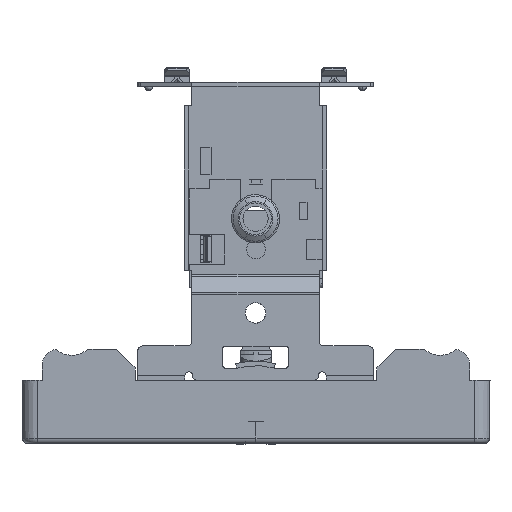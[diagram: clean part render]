
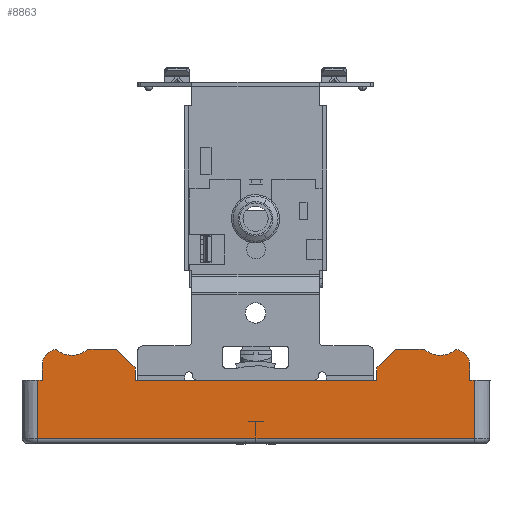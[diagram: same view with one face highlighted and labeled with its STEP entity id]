
A CAD part, left-side view. The second image highlights one B-rep face of the part: STEP entity #8863.
In plain terms, the highlighted face is planar.
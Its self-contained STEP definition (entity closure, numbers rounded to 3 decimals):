
#1323=DIRECTION('',(-1.,0.,0.));
#1324=VECTOR('',#1323,77.);
#1325=CARTESIAN_POINT('',(38.5,269.,0.));
#1326=LINE('',#1325,#1324);
#1620=DIRECTION('',(0.,0.009,-1.));
#1621=VECTOR('',#1620,4.);
#1622=CARTESIAN_POINT('',(-38.5,269.,0.));
#1623=LINE('',#1622,#1621);
#1632=DIRECTION('',(0.707,0.006,-0.707));
#1633=VECTOR('',#1632,8.485);
#1634=CARTESIAN_POINT('',(38.5,269.035,-4.));
#1635=LINE('',#1634,#1633);
#1636=DIRECTION('',(1.,0.,0.));
#1637=VECTOR('',#1636,9.);
#1638=CARTESIAN_POINT('',(44.5,269.087,-10.));
#1639=LINE('',#1638,#1637);
#1640=CARTESIAN_POINT('',(53.5,269.087,-10.));
#1641=CARTESIAN_POINT('',(53.921,269.084,-9.609));
#1642=CARTESIAN_POINT('',(54.765,269.079,-9.));
#1643=CARTESIAN_POINT('',(56.453,269.072,-8.215));
#1644=CARTESIAN_POINT('',(58.567,269.069,-7.863));
#1645=CARTESIAN_POINT('',(60.683,269.072,-8.197));
#1646=CARTESIAN_POINT('',(62.379,269.078,-8.968));
#1647=CARTESIAN_POINT('',(63.227,269.084,-9.57));
#1648=CARTESIAN_POINT('',(63.652,269.087,-9.957));
#1650=CARTESIAN_POINT('',(63.652,269.087,-9.957));
#1651=CARTESIAN_POINT('',(64.014,269.086,-9.91));
#1652=CARTESIAN_POINT('',(64.662,269.085,-9.747));
#1653=CARTESIAN_POINT('',(65.755,269.081,-9.244));
#1654=CARTESIAN_POINT('',(66.824,269.073,-8.355));
#1655=CARTESIAN_POINT('',(67.566,269.063,-7.178));
#1656=CARTESIAN_POINT('',(67.923,269.053,-6.029));
#1657=CARTESIAN_POINT('',(68.,269.047,-5.365));
#1658=CARTESIAN_POINT('',(68.,269.044,-5.));
#1660=DIRECTION('',(1.,0.,0.));
#1661=VECTOR('',#1660,1.5);
#1662=CARTESIAN_POINT('',(68.,269.,0.));
#1663=LINE('',#1662,#1661);
#1664=DIRECTION('',(1.,0.,0.));
#1665=VECTOR('',#1664,1.5);
#1666=CARTESIAN_POINT('',(-69.5,269.,0.));
#1667=LINE('',#1666,#1665);
#1668=CARTESIAN_POINT('',(-68.,269.044,-5.));
#1669=CARTESIAN_POINT('',(-68.,269.047,-5.365));
#1670=CARTESIAN_POINT('',(-67.923,269.053,
-6.029));
#1671=CARTESIAN_POINT('',(-67.566,269.063,
-7.178));
#1672=CARTESIAN_POINT('',(-66.824,269.073,-8.355));
#1673=CARTESIAN_POINT('',(-65.755,269.081,
-9.244));
#1674=CARTESIAN_POINT('',(-64.662,269.085,
-9.747));
#1675=CARTESIAN_POINT('',(-64.014,269.086,
-9.91));
#1676=CARTESIAN_POINT('',(-63.652,269.087,
-9.957));
#1678=CARTESIAN_POINT('',(-63.652,269.087,
-9.957));
#1679=CARTESIAN_POINT('',(-63.227,269.084,
-9.57));
#1680=CARTESIAN_POINT('',(-62.379,269.078,
-8.968));
#1681=CARTESIAN_POINT('',(-60.683,269.072,
-8.197));
#1682=CARTESIAN_POINT('',(-58.567,269.069,
-7.863));
#1683=CARTESIAN_POINT('',(-56.453,269.072,
-8.215));
#1684=CARTESIAN_POINT('',(-54.765,269.079,
-9.));
#1685=CARTESIAN_POINT('',(-53.921,269.084,
-9.609));
#1686=CARTESIAN_POINT('',(-53.5,269.087,-10.));
#1688=DIRECTION('',(1.,0.,0.));
#1689=VECTOR('',#1688,9.);
#1690=CARTESIAN_POINT('',(-53.5,269.087,-10.));
#1691=LINE('',#1690,#1689);
#1692=DIRECTION('',(0.707,-0.006,0.707));
#1693=VECTOR('',#1692,8.485);
#1694=CARTESIAN_POINT('',(-44.5,269.087,-10.));
#1695=LINE('',#1694,#1693);
#1700=DIRECTION('',(0.,-0.009,1.));
#1701=VECTOR('',#1700,4.);
#1702=CARTESIAN_POINT('',(38.5,269.035,-4.));
#1703=LINE('',#1702,#1701);
#1804=DIRECTION('',(0.,0.009,-1.));
#1805=VECTOR('',#1804,5.);
#1806=CARTESIAN_POINT('',(68.,269.,0.));
#1807=LINE('',#1806,#1805);
#1828=DIRECTION('',(0.,0.009,-1.));
#1829=VECTOR('',#1828,18.514);
#1830=CARTESIAN_POINT('',(69.5,268.838,18.513));
#1831=LINE('',#1830,#1829);
#1851=DIRECTION('',(1.,0.,0.));
#1852=VECTOR('',#1851,139.);
#1853=CARTESIAN_POINT('',(-69.5,268.838,18.513));
#1854=LINE('',#1853,#1852);
#1878=DIRECTION('',(0.,-0.009,1.));
#1879=VECTOR('',#1878,18.514);
#1880=CARTESIAN_POINT('',(-69.5,269.,0.));
#1881=LINE('',#1880,#1879);
#1882=DIRECTION('',(0.,-0.009,1.));
#1883=VECTOR('',#1882,5.);
#1884=CARTESIAN_POINT('',(-68.,269.044,-5.));
#1885=LINE('',#1884,#1883);
#5594=CARTESIAN_POINT('',(69.5,269.,0.));
#5596=VERTEX_POINT('',#5594);
#5656=CARTESIAN_POINT('',(69.5,268.838,18.513));
#5657=VERTEX_POINT('',#5656);
#5658=CARTESIAN_POINT('',(-69.5,269.,0.));
#5659=CARTESIAN_POINT('',(-69.5,268.838,18.513));
#5660=VERTEX_POINT('',#5658);
#5661=VERTEX_POINT('',#5659);
#6055=CARTESIAN_POINT('',(68.,269.,0.));
#6056=VERTEX_POINT('',#6055);
#6057=CARTESIAN_POINT('',(38.5,269.035,-4.));
#6058=CARTESIAN_POINT('',(38.5,269.,0.));
#6059=VERTEX_POINT('',#6057);
#6060=VERTEX_POINT('',#6058);
#6061=CARTESIAN_POINT('',(44.5,269.087,-10.));
#6062=VERTEX_POINT('',#6061);
#6063=CARTESIAN_POINT('',(53.5,269.087,-10.));
#6064=VERTEX_POINT('',#6063);
#6065=VERTEX_POINT('',#1648);
#6066=VERTEX_POINT('',#1658);
#6067=CARTESIAN_POINT('',(-68.,269.,0.));
#6068=VERTEX_POINT('',#6067);
#6069=CARTESIAN_POINT('',(-68.,269.044,-5.));
#6070=VERTEX_POINT('',#6069);
#6071=VERTEX_POINT('',#1676);
#6072=VERTEX_POINT('',#1686);
#6073=CARTESIAN_POINT('',(-44.5,269.087,-10.));
#6074=VERTEX_POINT('',#6073);
#6075=CARTESIAN_POINT('',(-38.5,269.035,-4.));
#6076=VERTEX_POINT('',#6075);
#6077=CARTESIAN_POINT('',(-38.5,269.,0.));
#6078=VERTEX_POINT('',#6077);
#8824=CARTESIAN_POINT('',(74.5,269.,0.));
#8825=DIRECTION('',(0.,-1.,-0.009));
#8826=DIRECTION('',(-1.,0.,0.));
#8827=AXIS2_PLACEMENT_3D('',#8824,#8825,#8826);
#8828=PLANE('',#8827);
#8829=ORIENTED_EDGE('',*,*,#8471,.F.);
#8831=ORIENTED_EDGE('',*,*,#8830,.F.);
#8833=ORIENTED_EDGE('',*,*,#8832,.T.);
#8835=ORIENTED_EDGE('',*,*,#8834,.T.);
#8837=ORIENTED_EDGE('',*,*,#8836,.T.);
#8839=ORIENTED_EDGE('',*,*,#8838,.T.);
#8841=ORIENTED_EDGE('',*,*,#8840,.F.);
#8842=ORIENTED_EDGE('',*,*,#6457,.T.);
#8844=ORIENTED_EDGE('',*,*,#8843,.F.);
#8846=ORIENTED_EDGE('',*,*,#8845,.F.);
#8848=ORIENTED_EDGE('',*,*,#8847,.F.);
#8849=ORIENTED_EDGE('',*,*,#6726,.T.);
#8851=ORIENTED_EDGE('',*,*,#8850,.F.);
#8853=ORIENTED_EDGE('',*,*,#8852,.T.);
#8855=ORIENTED_EDGE('',*,*,#8854,.T.);
#8857=ORIENTED_EDGE('',*,*,#8856,.T.);
#8859=ORIENTED_EDGE('',*,*,#8858,.T.);
#8860=ORIENTED_EDGE('',*,*,#8815,.F.);
#8861=EDGE_LOOP('',(#8829,#8831,#8833,#8835,#8837,#8839,#8841,#8842,#8844,#8846,
#8848,#8849,#8851,#8853,#8855,#8857,#8859,#8860));
#8862=FACE_OUTER_BOUND('',#8861,.F.);
#8863=ADVANCED_FACE('',(#8862),#8828,.F.);
#1649=B_SPLINE_CURVE_WITH_KNOTS('',3,(#1640,#1641,#1642,#1643,#1644,#1645,#1646,
#1647,#1648),.UNSPECIFIED.,.F.,.F.,(4,1,1,1,1,1,4),(0.,0.125,0.25,0.5,
0.75,0.875,1.),.UNSPECIFIED.);
#1659=B_SPLINE_CURVE_WITH_KNOTS('',3,(#1650,#1651,#1652,#1653,#1654,#1655,#1656,
#1657,#1658),.UNSPECIFIED.,.F.,.F.,(4,1,1,1,1,1,4),(0.,0.125,0.25,0.5,
0.75,0.875,1.),.UNSPECIFIED.);
#1677=B_SPLINE_CURVE_WITH_KNOTS('',3,(#1668,#1669,#1670,#1671,#1672,#1673,#1674,
#1675,#1676),.UNSPECIFIED.,.F.,.F.,(4,1,1,1,1,1,4),(0.,0.125,0.25,0.5,
0.75,0.875,1.),.UNSPECIFIED.);
#1687=B_SPLINE_CURVE_WITH_KNOTS('',3,(#1678,#1679,#1680,#1681,#1682,#1683,#1684,
#1685,#1686),.UNSPECIFIED.,.F.,.F.,(4,1,1,1,1,1,4),(0.,0.125,0.25,0.5,
0.75,0.875,1.),.UNSPECIFIED.);
#6457=EDGE_CURVE('',#6056,#5596,#1663,.T.);
#6726=EDGE_CURVE('',#5660,#6068,#1667,.T.);
#8471=EDGE_CURVE('',#6060,#6078,#1326,.T.);
#8815=EDGE_CURVE('',#6078,#6076,#1623,.T.);
#8830=EDGE_CURVE('',#6059,#6060,#1703,.T.);
#8832=EDGE_CURVE('',#6059,#6062,#1635,.T.);
#8834=EDGE_CURVE('',#6062,#6064,#1639,.T.);
#8836=EDGE_CURVE('',#6064,#6065,#1649,.T.);
#8838=EDGE_CURVE('',#6065,#6066,#1659,.T.);
#8840=EDGE_CURVE('',#6056,#6066,#1807,.T.);
#8843=EDGE_CURVE('',#5657,#5596,#1831,.T.);
#8845=EDGE_CURVE('',#5661,#5657,#1854,.T.);
#8847=EDGE_CURVE('',#5660,#5661,#1881,.T.);
#8850=EDGE_CURVE('',#6070,#6068,#1885,.T.);
#8852=EDGE_CURVE('',#6070,#6071,#1677,.T.);
#8854=EDGE_CURVE('',#6071,#6072,#1687,.T.);
#8856=EDGE_CURVE('',#6072,#6074,#1691,.T.);
#8858=EDGE_CURVE('',#6074,#6076,#1695,.T.);
